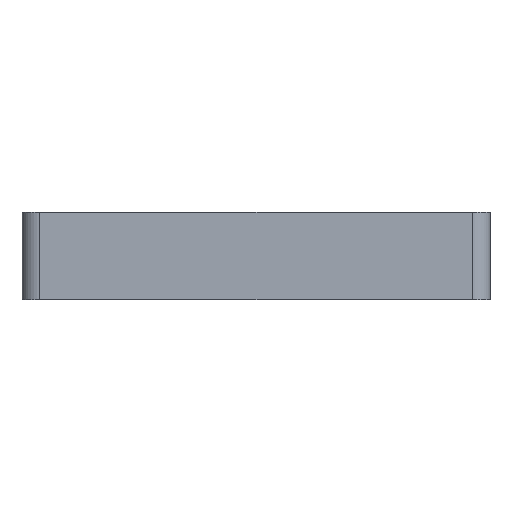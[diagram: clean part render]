
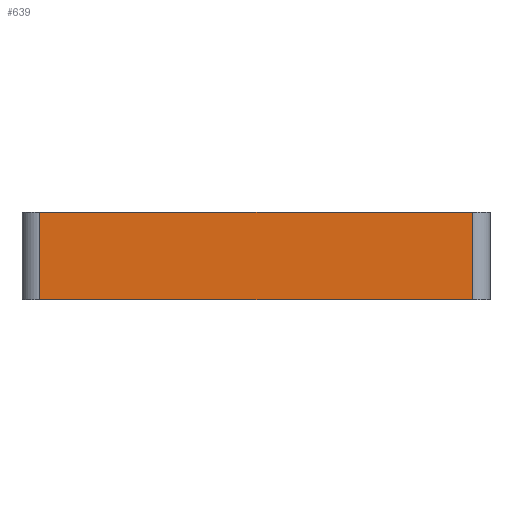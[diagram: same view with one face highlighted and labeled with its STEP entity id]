
A CAD part, left-side view. The second image highlights one B-rep face of the part: STEP entity #639.
In plain terms, the highlighted planar face has unit normal (-1, 0, 0).
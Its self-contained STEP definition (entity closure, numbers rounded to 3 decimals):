
#14 = VECTOR ( 'NONE', #1991, 1000. ) ;
#246 = EDGE_LOOP ( 'NONE', ( #1440, #897, #475, #1754 ) ) ;
#268 = PLANE ( 'NONE',  #674 ) ;
#421 = DIRECTION ( 'NONE',  ( 0., 0., 1. ) ) ;
#427 = DIRECTION ( 'NONE',  ( 0., 0., -1. ) ) ;
#470 = CARTESIAN_POINT ( 'NONE',  ( -25., -24.65, 10. ) ) ;
#475 = ORIENTED_EDGE ( 'NONE', *, *, #1327, .F. ) ;
#637 = DIRECTION ( 'NONE',  ( 1., 0., 0. ) ) ;
#639 = ADVANCED_FACE ( 'NONE', ( #1839 ), #268, .F. ) ;
#674 = AXIS2_PLACEMENT_3D ( 'NONE', #1889, #637, #749 ) ;
#749 = DIRECTION ( 'NONE',  ( 0., 0., -1. ) ) ;
#759 = LINE ( 'NONE', #1058, #1712 ) ;
#834 = CARTESIAN_POINT ( 'NONE',  ( -25., -24.65, 0. ) ) ;
#897 = ORIENTED_EDGE ( 'NONE', *, *, #1390, .T. ) ;
#935 = VERTEX_POINT ( 'NONE', #1194 ) ;
#1058 = CARTESIAN_POINT ( 'NONE',  ( -25., 24.65, 10. ) ) ;
#1131 = CARTESIAN_POINT ( 'NONE',  ( -25., -26.65, 0. ) ) ;
#1133 = EDGE_CURVE ( 'NONE', #1270, #1148, #1144, .T. ) ;
#1144 = LINE ( 'NONE', #1131, #1603 ) ;
#1148 = VERTEX_POINT ( 'NONE', #834 ) ;
#1183 = CARTESIAN_POINT ( 'NONE',  ( -25., -26.65, 10. ) ) ;
#1194 = CARTESIAN_POINT ( 'NONE',  ( -25., 24.65, 10. ) ) ;
#1204 = LINE ( 'NONE', #1845, #1975 ) ;
#1270 = VERTEX_POINT ( 'NONE', #1983 ) ;
#1300 = DIRECTION ( 'NONE',  ( 0., -1., 0. ) ) ;
#1327 = EDGE_CURVE ( 'NONE', #935, #1588, #1802, .T. ) ;
#1390 = EDGE_CURVE ( 'NONE', #1148, #1588, #1204, .T. ) ;
#1440 = ORIENTED_EDGE ( 'NONE', *, *, #1133, .T. ) ;
#1588 = VERTEX_POINT ( 'NONE', #470 ) ;
#1603 = VECTOR ( 'NONE', #1300, 1000. ) ;
#1712 = VECTOR ( 'NONE', #427, 1000. ) ;
#1754 = ORIENTED_EDGE ( 'NONE', *, *, #1828, .T. ) ;
#1802 = LINE ( 'NONE', #1183, #14 ) ;
#1828 = EDGE_CURVE ( 'NONE', #935, #1270, #759, .T. ) ;
#1839 = FACE_OUTER_BOUND ( 'NONE', #246, .T. ) ;
#1845 = CARTESIAN_POINT ( 'NONE',  ( -25., -24.65, 10. ) ) ;
#1889 = CARTESIAN_POINT ( 'NONE',  ( -25., -26.65, 10. ) ) ;
#1975 = VECTOR ( 'NONE', #421, 1000. ) ;
#1983 = CARTESIAN_POINT ( 'NONE',  ( -25., 24.65, 0. ) ) ;
#1991 = DIRECTION ( 'NONE',  ( 0., -1., 0. ) ) ;
